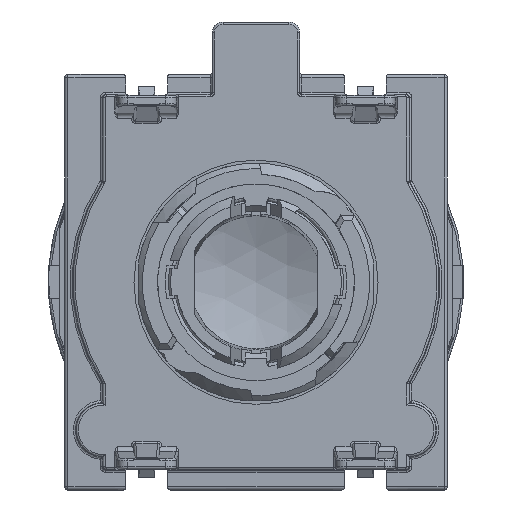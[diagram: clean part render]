
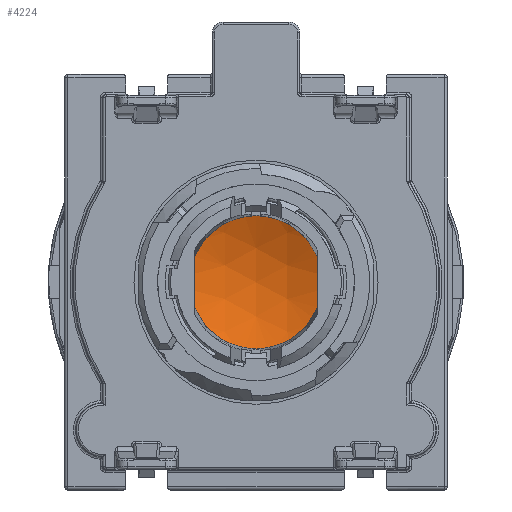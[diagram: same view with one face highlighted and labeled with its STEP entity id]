
A CAD part, front view. The second image highlights one B-rep face of the part: STEP entity #4224.
In plain terms, the highlighted spherical face has radius 14.1 mm.
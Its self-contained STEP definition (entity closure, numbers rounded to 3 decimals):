
#67=SPHERICAL_SURFACE('',#14248,14.1);
#1472=FACE_OUTER_BOUND('',#5279,.T.);
#4224=ADVANCED_FACE('',(#1472),#67,.F.);
#5279=EDGE_LOOP('',(#8775,#8776,#8777,#8778));
#8775=ORIENTED_EDGE('',*,*,#12287,.F.);
#8776=ORIENTED_EDGE('',*,*,#12286,.F.);
#8777=ORIENTED_EDGE('',*,*,#12334,.F.);
#8778=ORIENTED_EDGE('',*,*,#12335,.T.);
#10251=VERTEX_POINT('',#26230);
#10260=VERTEX_POINT('',#26270);
#10261=VERTEX_POINT('',#26274);
#10285=VERTEX_POINT('',#26417);
#12286=EDGE_CURVE('',#10260,#10251,#12871,.T.);
#12287=EDGE_CURVE('',#10251,#10261,#12872,.T.);
#12334=EDGE_CURVE('',#10285,#10260,#12879,.T.);
#12335=EDGE_CURVE('',#10285,#10261,#12880,.T.);
#12871=CIRCLE('',#14213,6.084);
#12872=CIRCLE('',#14215,12.929);
#12879=CIRCLE('',#14246,12.929);
#12880=CIRCLE('',#14247,6.084);
#14213=AXIS2_PLACEMENT_3D('',#26271,#17684,#17685);
#14215=AXIS2_PLACEMENT_3D('',#26273,#17688,#17689);
#14246=AXIS2_PLACEMENT_3D('',#26416,#17773,#17774);
#14247=AXIS2_PLACEMENT_3D('',#26418,#17775,#17776);
#14248=AXIS2_PLACEMENT_3D('',#26419,#17777,#17778);
#17684=DIRECTION('',(0.,1.,0.));
#17685=DIRECTION('',(1.,0.,0.));
#17688=DIRECTION('',(-1.,0.,0.));
#17689=DIRECTION('',(0.,0.,1.));
#17773=DIRECTION('',(1.,0.,0.));
#17774=DIRECTION('',(0.,0.,-1.));
#17775=DIRECTION('',(0.,-1.,0.));
#17776=DIRECTION('',(1.,0.,0.));
#17777=DIRECTION('',(-1.,0.,0.));
#17778=DIRECTION('',(0.,0.,-1.));
#26230=CARTESIAN_POINT('',(5.625,15.22,2.319));
#26270=CARTESIAN_POINT('',(-5.625,15.22,2.319));
#26271=CARTESIAN_POINT('',(0.,15.22,0.));
#26273=CARTESIAN_POINT('',(5.625,2.5,0.));
#26274=CARTESIAN_POINT('',(5.625,15.22,-2.319));
#26416=CARTESIAN_POINT('',(-5.625,2.5,0.));
#26417=CARTESIAN_POINT('',(-5.625,15.22,-2.319));
#26418=CARTESIAN_POINT('',(0.,15.22,0.));
#26419=CARTESIAN_POINT('',(0.,2.5,0.));
